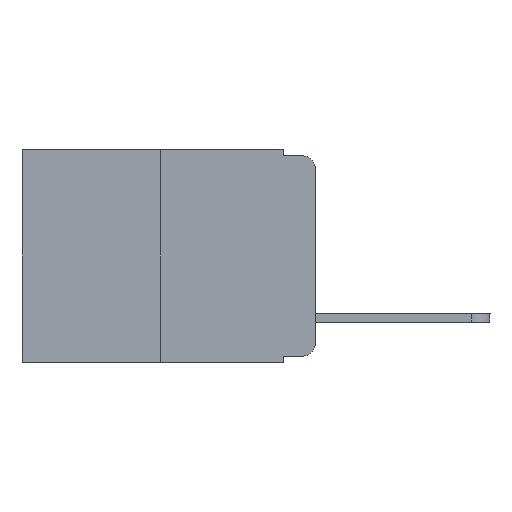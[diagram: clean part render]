
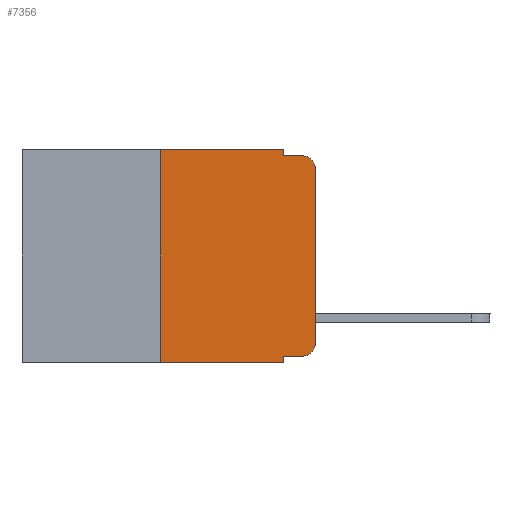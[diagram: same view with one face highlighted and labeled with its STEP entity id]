
A CAD part, left-side view. The second image highlights one B-rep face of the part: STEP entity #7356.
In plain terms, the highlighted planar face has unit normal (-1, 0, 0).
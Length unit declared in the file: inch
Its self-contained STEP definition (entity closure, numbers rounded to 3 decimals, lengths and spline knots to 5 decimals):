
#88 = EDGE_CURVE ( 'NONE', #11840, #11554, #9524, .T. ) ;
#213 = ORIENTED_EDGE ( 'NONE', *, *, #8192, .T. ) ;
#255 = EDGE_CURVE ( 'NONE', #6061, #8945, #7113, .T. ) ;
#286 = DIRECTION ( 'NONE',  ( 0., -1., 0. ) ) ;
#392 = EDGE_CURVE ( 'NONE', #8847, #8945, #11341, .T. ) ;
#563 = CIRCLE ( 'NONE', #7613, 0.02 ) ;
#596 = CARTESIAN_POINT ( 'NONE',  ( 0., 0.02, -0.03 ) ) ;
#711 = DIRECTION ( 'NONE',  ( 0., 0., -1. ) ) ;
#904 = VERTEX_POINT ( 'NONE', #2450 ) ;
#1045 = LINE ( 'NONE', #7546, #11627 ) ;
#1065 = ORIENTED_EDGE ( 'NONE', *, *, #4089, .F. ) ;
#1220 = PLANE ( 'NONE',  #4302 ) ;
#1305 = ORIENTED_EDGE ( 'NONE', *, *, #88, .F. ) ;
#1463 = CARTESIAN_POINT ( 'NONE',  ( 0., 0., -0.313 ) ) ;
#1507 = CARTESIAN_POINT ( 'NONE',  ( 0., 0.02, -0.313 ) ) ;
#1533 = CARTESIAN_POINT ( 'NONE',  ( 0., 0.473, -0.343 ) ) ;
#1576 = CARTESIAN_POINT ( 'NONE',  ( 0., 0.051, -0.01 ) ) ;
#1626 = EDGE_CURVE ( 'NONE', #2104, #904, #8950, .T. ) ;
#1761 = VERTEX_POINT ( 'NONE', #6488 ) ;
#1841 = VECTOR ( 'NONE', #6427, 39.37008 ) ;
#1970 = CARTESIAN_POINT ( 'NONE',  ( 0., 0.25, -0.343 ) ) ;
#2013 = ORIENTED_EDGE ( 'NONE', *, *, #392, .T. ) ;
#2062 = CARTESIAN_POINT ( 'NONE',  ( 0., 0., 0. ) ) ;
#2104 = VERTEX_POINT ( 'NONE', #1576 ) ;
#2295 = AXIS2_PLACEMENT_3D ( 'NONE', #596, #3633, #711 ) ;
#2379 = ORIENTED_EDGE ( 'NONE', *, *, #4464, .T. ) ;
#2450 = CARTESIAN_POINT ( 'NONE',  ( 0., 0.02, -0.01 ) ) ;
#2619 = ORIENTED_EDGE ( 'NONE', *, *, #1626, .F. ) ;
#2878 = EDGE_CURVE ( 'NONE', #8847, #11840, #3434, .T. ) ;
#3013 = DIRECTION ( 'NONE',  ( 0., -1., 0. ) ) ;
#3249 = CARTESIAN_POINT ( 'NONE',  ( 0., 0.02, -0.333 ) ) ;
#3321 = CARTESIAN_POINT ( 'NONE',  ( 0., 0.051, -0.01 ) ) ;
#3434 = LINE ( 'NONE', #7283, #10253 ) ;
#3633 = DIRECTION ( 'NONE',  ( -1., 0., 0. ) ) ;
#3667 = CARTESIAN_POINT ( 'NONE',  ( 0., 0.051, -0.333 ) ) ;
#4028 = DIRECTION ( 'NONE',  ( 0., 0., -1. ) ) ;
#4089 = EDGE_CURVE ( 'NONE', #11554, #2104, #10668, .T. ) ;
#4107 = DIRECTION ( 'NONE',  ( 0., 0., -1. ) ) ;
#4302 = AXIS2_PLACEMENT_3D ( 'NONE', #5079, #7985, #8934 ) ;
#4464 = EDGE_CURVE ( 'NONE', #8615, #11240, #563, .T. ) ;
#4544 = CIRCLE ( 'NONE', #2295, 0.02 ) ;
#5079 = CARTESIAN_POINT ( 'NONE',  ( 0., 0.473, 0. ) ) ;
#5997 = CARTESIAN_POINT ( 'NONE',  ( 0., 0.051, 0. ) ) ;
#6061 = VERTEX_POINT ( 'NONE', #3667 ) ;
#6427 = DIRECTION ( 'NONE',  ( 0., -1., 0. ) ) ;
#6482 = EDGE_LOOP ( 'NONE', ( #213, #8760, #2619, #1065, #1305, #10614, #2013, #9685, #8693, #2379 ) ) ;
#6488 = CARTESIAN_POINT ( 'NONE',  ( 0., 0., -0.03 ) ) ;
#7113 = LINE ( 'NONE', #5997, #7876 ) ;
#7283 = CARTESIAN_POINT ( 'NONE',  ( 0., 0.25, 0. ) ) ;
#7329 = DIRECTION ( 'NONE',  ( -1., 0., 0. ) ) ;
#7352 = VECTOR ( 'NONE', #286, 39.37008 ) ;
#7356 = ADVANCED_FACE ( 'NONE', ( #9898 ), #1220, .F. ) ;
#7515 = CARTESIAN_POINT ( 'NONE',  ( 0., 0.25, 0. ) ) ;
#7546 = CARTESIAN_POINT ( 'NONE',  ( 0., 0.051, -0.333 ) ) ;
#7613 = AXIS2_PLACEMENT_3D ( 'NONE', #1507, #7329, #11199 ) ;
#7834 = DIRECTION ( 'NONE',  ( 0., 0., 1. ) ) ;
#7876 = VECTOR ( 'NONE', #4107, 39.37008 ) ;
#7950 = LINE ( 'NONE', #2062, #10385 ) ;
#7985 = DIRECTION ( 'NONE',  ( 1., 0., 0. ) ) ;
#8051 = VECTOR ( 'NONE', #10689, 39.37008 ) ;
#8192 = EDGE_CURVE ( 'NONE', #11240, #1761, #7950, .T. ) ;
#8615 = VERTEX_POINT ( 'NONE', #3249 ) ;
#8693 = ORIENTED_EDGE ( 'NONE', *, *, #10869, .T. ) ;
#8760 = ORIENTED_EDGE ( 'NONE', *, *, #11206, .T. ) ;
#8847 = VERTEX_POINT ( 'NONE', #1970 ) ;
#8934 = DIRECTION ( 'NONE',  ( 0., 0., -1. ) ) ;
#8945 = VERTEX_POINT ( 'NONE', #11673 ) ;
#8950 = LINE ( 'NONE', #3321, #7352 ) ;
#9524 = LINE ( 'NONE', #9776, #8051 ) ;
#9685 = ORIENTED_EDGE ( 'NONE', *, *, #255, .F. ) ;
#9776 = CARTESIAN_POINT ( 'NONE',  ( 0., 0.473, 0. ) ) ;
#9898 = FACE_OUTER_BOUND ( 'NONE', #6482, .T. ) ;
#10253 = VECTOR ( 'NONE', #11150, 39.37008 ) ;
#10385 = VECTOR ( 'NONE', #7834, 39.37008 ) ;
#10614 = ORIENTED_EDGE ( 'NONE', *, *, #2878, .F. ) ;
#10668 = LINE ( 'NONE', #10775, #10903 ) ;
#10689 = DIRECTION ( 'NONE',  ( 0., -1., 0. ) ) ;
#10775 = CARTESIAN_POINT ( 'NONE',  ( 0., 0.051, 0. ) ) ;
#10869 = EDGE_CURVE ( 'NONE', #6061, #8615, #1045, .T. ) ;
#10903 = VECTOR ( 'NONE', #4028, 39.37008 ) ;
#11150 = DIRECTION ( 'NONE',  ( 0., 0., 1. ) ) ;
#11199 = DIRECTION ( 'NONE',  ( 0., 0., -1. ) ) ;
#11206 = EDGE_CURVE ( 'NONE', #1761, #904, #4544, .T. ) ;
#11240 = VERTEX_POINT ( 'NONE', #1463 ) ;
#11341 = LINE ( 'NONE', #1533, #1841 ) ;
#11554 = VERTEX_POINT ( 'NONE', #11781 ) ;
#11627 = VECTOR ( 'NONE', #3013, 39.37008 ) ;
#11673 = CARTESIAN_POINT ( 'NONE',  ( 0., 0.051, -0.343 ) ) ;
#11781 = CARTESIAN_POINT ( 'NONE',  ( 0., 0.051, 0. ) ) ;
#11840 = VERTEX_POINT ( 'NONE', #7515 ) ;
